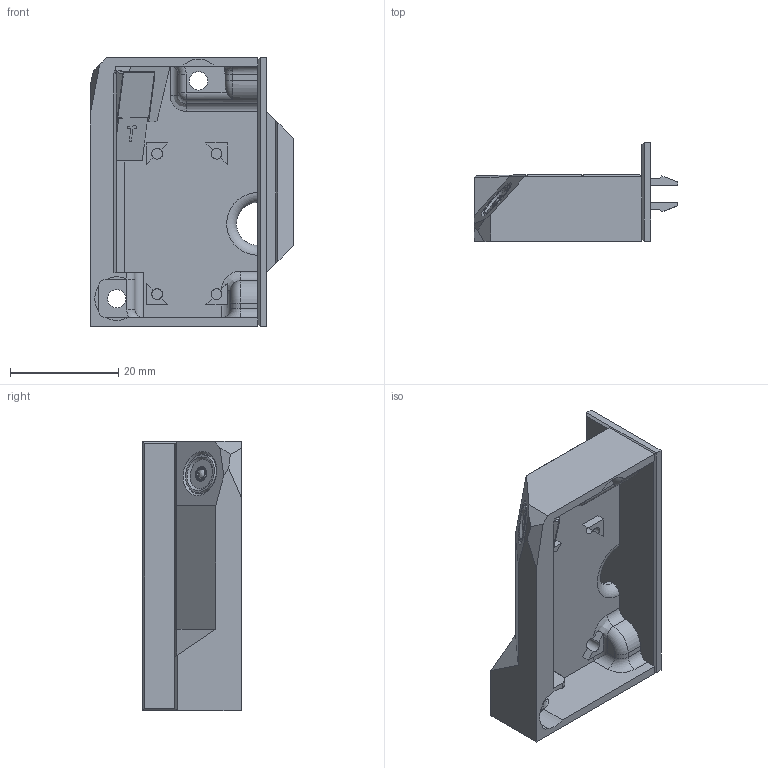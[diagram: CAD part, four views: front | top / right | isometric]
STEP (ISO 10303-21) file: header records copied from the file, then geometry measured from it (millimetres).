
FILE_DESCRIPTION(/* description */ (''),/* implementation_level */ '2;1');
FILE_NAME(/* name */ '3DO_Webcam_Corner_mount_A3 v10.step',/* time_stamp */ '2023-10-02T19:10:38+02:00',/* author */ (''),/* organization */ (''),/* preprocessor_version */ 'ST-DEVELOPER v20',/* originating_system */ 'Autodesk Translation Framework v12.9.0.99',/* authorisation */ '');
FILE_SCHEMA (('AUTOMOTIVE_DESIGN { 1 0 10303 214 3 1 1 }'));
Length unit declared in the file: millimetre
Products named in the file (7): 3DO_Webcam_Corner_mount_A3; 3DO_webcam_generic_cam holder v4; 3DO Camera v9; Camera; FPC; Camera house; Extrusion mount
Assembly tree (6 placements, depth 4):
  3DO_Webcam_Corner_mount_A3
    3DO_webcam_generic_cam holder v4
      3DO Camera v9
        Camera
        FPC
    Camera house
    Extrusion mount
Bounding box: 37.63 x 18.3 x 49.83 mm (x, y, z)
Volume: 8472.1 mm3; surface area: 9254.3 mm2
Topology: 10 solids, 10 shells, 378 faces, 953 edges, 607 vertices
Faces by surface type: plane 198, cylinder 107, bspline 37, sphere 13, cone 13, torus 10
Full cylindrical faces by diameter (mm): 1.948 x1, 1.949 x1, 2 x4, 2.701 x1, 3.4 x2, 4.7 x2, 7.097 x2, 7.497 x1
Entity records: 12065 total; most frequent: CARTESIAN_POINT 2745, ORIENTED_EDGE 1906, DIRECTION 1872, EDGE_CURVE 953, AXIS2_PLACEMENT_3D 637, VERTEX_POINT 607, LINE 598, VECTOR 598
